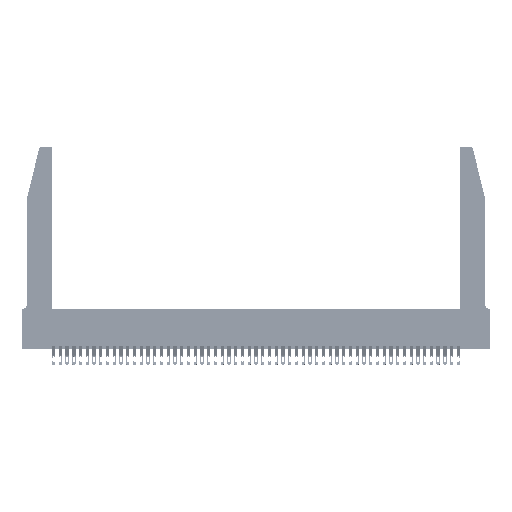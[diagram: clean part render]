
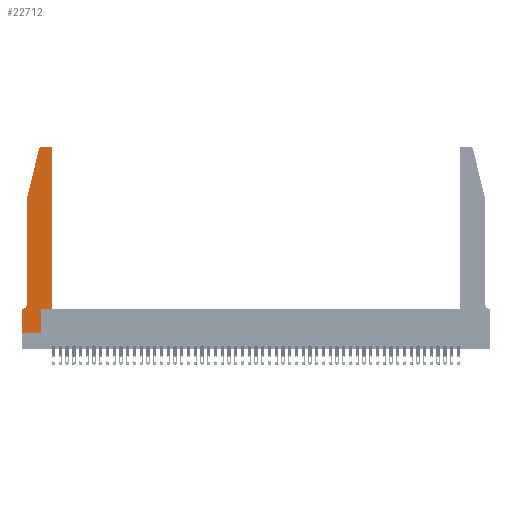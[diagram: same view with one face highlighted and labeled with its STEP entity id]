
A CAD part, top view. The second image highlights one B-rep face of the part: STEP entity #22712.
In plain terms, the highlighted planar face has unit normal (0, 0, 1).
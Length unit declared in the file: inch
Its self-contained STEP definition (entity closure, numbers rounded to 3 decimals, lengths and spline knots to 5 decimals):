
#219 = CARTESIAN_POINT ( 'NONE',  ( 0.2865, 0., 0.37 ) ) ;
#428 = VERTEX_POINT ( 'NONE', #1441 ) ;
#1242 = VECTOR ( 'NONE', #26845, 39.37008 ) ;
#1411 = LINE ( 'NONE', #13175, #22752 ) ;
#1441 = CARTESIAN_POINT ( 'NONE',  ( 0.25487, 2.72718, 0.37 ) ) ;
#1998 = DIRECTION ( 'NONE',  ( -1., 0., 0. ) ) ;
#2035 = VECTOR ( 'NONE', #14846, 39.37008 ) ;
#2071 = EDGE_CURVE ( 'NONE', #15720, #48820, #6131, .T. ) ;
#5018 = CARTESIAN_POINT ( 'NONE',  ( 0.4205, 2.72, 0.37 ) ) ;
#5163 = CARTESIAN_POINT ( 'NONE',  ( 0., 0.35, 0.37 ) ) ;
#5889 = VERTEX_POINT ( 'NONE', #13376 ) ;
#6131 = LINE ( 'NONE', #18647, #11573 ) ;
#6178 = VERTEX_POINT ( 'NONE', #14469 ) ;
#6586 = CARTESIAN_POINT ( 'NONE',  ( 0.284, 2.75, 0.37 ) ) ;
#6943 = CARTESIAN_POINT ( 'NONE',  ( 0., 0., 0.37 ) ) ;
#7054 = EDGE_CURVE ( 'NONE', #428, #10916, #10189, .T. ) ;
#7094 = CIRCLE ( 'NONE', #30425, 0.07 ) ;
#7739 = DIRECTION ( 'NONE',  ( 0., 0., 1. ) ) ;
#7852 = EDGE_LOOP ( 'NONE', ( #22467, #26494, #35115, #36733, #26218, #47714, #40866, #12056, #28049, #23025, #12488, #21396 ) ) ;
#9136 = LINE ( 'NONE', #42705, #20034 ) ;
#10189 = LINE ( 'NONE', #11765, #39968 ) ;
#10916 = VERTEX_POINT ( 'NONE', #12728 ) ;
#11340 = VERTEX_POINT ( 'NONE', #23528 ) ;
#11573 = VECTOR ( 'NONE', #30687, 39.37008 ) ;
#11681 = CARTESIAN_POINT ( 'NONE',  ( 0.0755, 0.35, 0.37 ) ) ;
#11765 = CARTESIAN_POINT ( 'NONE',  ( 0.0755, 2., 0.37 ) ) ;
#12056 = ORIENTED_EDGE ( 'NONE', *, *, #45273, .T. ) ;
#12405 = LINE ( 'NONE', #16665, #28066 ) ;
#12488 = ORIENTED_EDGE ( 'NONE', *, *, #2071, .T. ) ;
#12728 = CARTESIAN_POINT ( 'NONE',  ( 0.0755, 2., 0.37 ) ) ;
#13175 = CARTESIAN_POINT ( 'NONE',  ( 0.2605, 2.75, 0.37 ) ) ;
#13264 = DIRECTION ( 'NONE',  ( 0., 0., 1. ) ) ;
#13376 = CARTESIAN_POINT ( 'NONE',  ( 0.4205, 2.75, 0.37 ) ) ;
#14469 = CARTESIAN_POINT ( 'NONE',  ( 0.0755, 0.42, 0.37 ) ) ;
#14846 = DIRECTION ( 'NONE',  ( 0., -1., 0. ) ) ;
#15720 = VERTEX_POINT ( 'NONE', #17387 ) ;
#16164 = DIRECTION ( 'NONE',  ( -1., 0., 0. ) ) ;
#16665 = CARTESIAN_POINT ( 'NONE',  ( 0.4505, 0.35, 0.37 ) ) ;
#17103 = DIRECTION ( 'NONE',  ( -0.239, -0.971, 0. ) ) ;
#17387 = CARTESIAN_POINT ( 'NONE',  ( 0.4505, 0.35, 0.37 ) ) ;
#17437 = LINE ( 'NONE', #34254, #2035 ) ;
#18440 = LINE ( 'NONE', #11681, #34849 ) ;
#18647 = CARTESIAN_POINT ( 'NONE',  ( 0.4505, 0.35, 0.37 ) ) ;
#18655 = LINE ( 'NONE', #38994, #25945 ) ;
#19578 = EDGE_CURVE ( 'NONE', #6178, #38475, #7094, .T. ) ;
#19690 = CARTESIAN_POINT ( 'NONE',  ( 0., 0., 0.37 ) ) ;
#19732 = DIRECTION ( 'NONE',  ( 0., 0., -1. ) ) ;
#20034 = VECTOR ( 'NONE', #49873, 39.37008 ) ;
#20166 = DIRECTION ( 'NONE',  ( 1., 0., 0. ) ) ;
#20491 = EDGE_CURVE ( 'NONE', #48820, #5889, #40494, .T. ) ;
#21396 = ORIENTED_EDGE ( 'NONE', *, *, #20491, .T. ) ;
#22097 = EDGE_CURVE ( 'NONE', #38475, #11340, #18440, .T. ) ;
#22467 = ORIENTED_EDGE ( 'NONE', *, *, #28759, .T. ) ;
#22712 = ADVANCED_FACE ( 'NONE', ( #25637 ), #28549, .T. ) ;
#22713 = EDGE_CURVE ( 'NONE', #37605, #15720, #12405, .T. ) ;
#22752 = VECTOR ( 'NONE', #1998, 39.37008 ) ;
#23025 = ORIENTED_EDGE ( 'NONE', *, *, #22713, .T. ) ;
#23231 = EDGE_CURVE ( 'NONE', #11340, #28081, #9136, .T. ) ;
#23309 = CARTESIAN_POINT ( 'NONE',  ( 0.0055, 0.42, 0.37 ) ) ;
#23528 = CARTESIAN_POINT ( 'NONE',  ( 0., 0.35, 0.37 ) ) ;
#24462 = VERTEX_POINT ( 'NONE', #219 ) ;
#24771 = DIRECTION ( 'NONE',  ( 1., 0., 0. ) ) ;
#25637 = FACE_OUTER_BOUND ( 'NONE', #7852, .T. ) ;
#25945 = VECTOR ( 'NONE', #42919, 39.37008 ) ;
#26218 = ORIENTED_EDGE ( 'NONE', *, *, #19578, .T. ) ;
#26494 = ORIENTED_EDGE ( 'NONE', *, *, #38143, .T. ) ;
#26845 = DIRECTION ( 'NONE',  ( 1., 0., 0. ) ) ;
#26956 = EDGE_CURVE ( 'NONE', #24462, #37605, #18655, .T. ) ;
#27498 = DIRECTION ( 'NONE',  ( 1., 0., 0. ) ) ;
#27877 = VERTEX_POINT ( 'NONE', #6586 ) ;
#28049 = ORIENTED_EDGE ( 'NONE', *, *, #26956, .T. ) ;
#28066 = VECTOR ( 'NONE', #20166, 39.37008 ) ;
#28081 = VERTEX_POINT ( 'NONE', #19690 ) ;
#28549 = PLANE ( 'NONE',  #45835 ) ;
#28759 = EDGE_CURVE ( 'NONE', #5889, #27877, #1411, .T. ) ;
#29130 = AXIS2_PLACEMENT_3D ( 'NONE', #42760, #7739, #27498 ) ;
#29630 = CARTESIAN_POINT ( 'NONE',  ( 0.4505, 2.72, 0.37 ) ) ;
#30425 = AXIS2_PLACEMENT_3D ( 'NONE', #23309, #19732, #39619 ) ;
#30687 = DIRECTION ( 'NONE',  ( 0., 1., 0. ) ) ;
#32401 = LINE ( 'NONE', #6943, #1242 ) ;
#32810 = CARTESIAN_POINT ( 'NONE',  ( 0.0055, 0.35, 0.37 ) ) ;
#33730 = AXIS2_PLACEMENT_3D ( 'NONE', #5018, #48251, #48429 ) ;
#34254 = CARTESIAN_POINT ( 'NONE',  ( 0.0755, 2., 0.37 ) ) ;
#34849 = VECTOR ( 'NONE', #16164, 39.37008 ) ;
#35115 = ORIENTED_EDGE ( 'NONE', *, *, #7054, .T. ) ;
#36733 = ORIENTED_EDGE ( 'NONE', *, *, #37608, .T. ) ;
#37605 = VERTEX_POINT ( 'NONE', #46250 ) ;
#37608 = EDGE_CURVE ( 'NONE', #10916, #6178, #17437, .T. ) ;
#38143 = EDGE_CURVE ( 'NONE', #27877, #428, #49565, .T. ) ;
#38475 = VERTEX_POINT ( 'NONE', #32810 ) ;
#38994 = CARTESIAN_POINT ( 'NONE',  ( 0.2865, 0.35, 0.37 ) ) ;
#39619 = DIRECTION ( 'NONE',  ( -1., 0., 0. ) ) ;
#39968 = VECTOR ( 'NONE', #17103, 39.37008 ) ;
#40494 = CIRCLE ( 'NONE', #33730, 0.03 ) ;
#40866 = ORIENTED_EDGE ( 'NONE', *, *, #23231, .T. ) ;
#42705 = CARTESIAN_POINT ( 'NONE',  ( 0., 0., 0.37 ) ) ;
#42760 = CARTESIAN_POINT ( 'NONE',  ( 0.284, 2.72, 0.37 ) ) ;
#42919 = DIRECTION ( 'NONE',  ( 0., 1., 0. ) ) ;
#45273 = EDGE_CURVE ( 'NONE', #28081, #24462, #32401, .T. ) ;
#45835 = AXIS2_PLACEMENT_3D ( 'NONE', #5163, #13264, #24771 ) ;
#46250 = CARTESIAN_POINT ( 'NONE',  ( 0.2865, 0.35, 0.37 ) ) ;
#47714 = ORIENTED_EDGE ( 'NONE', *, *, #22097, .T. ) ;
#48251 = DIRECTION ( 'NONE',  ( 0., 0., 1. ) ) ;
#48429 = DIRECTION ( 'NONE',  ( 1., 0., 0. ) ) ;
#48820 = VERTEX_POINT ( 'NONE', #29630 ) ;
#49565 = CIRCLE ( 'NONE', #29130, 0.03 ) ;
#49873 = DIRECTION ( 'NONE',  ( 0., -1., 0. ) ) ;
